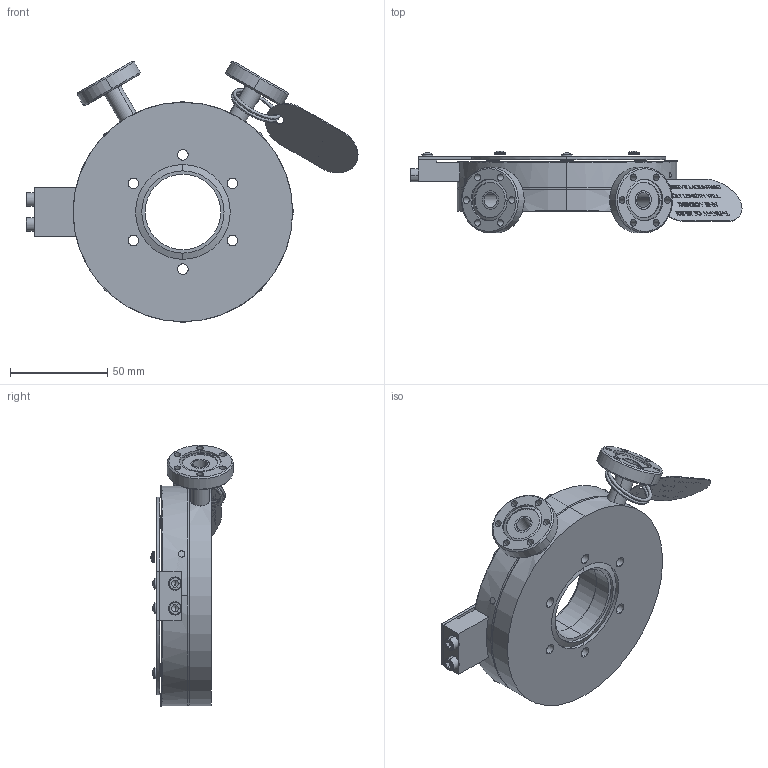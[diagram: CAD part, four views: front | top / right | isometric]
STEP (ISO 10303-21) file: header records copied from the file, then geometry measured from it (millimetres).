
FILE_DESCRIPTION (( 'STEP AP214' ), '1' );
FILE_NAME ('SLO-EX, RNN-150.STEP', '2017-05-18T22:19:25', ( 'My Thermionics' ), ( '' ), 'SwSTEP 2.0', 'SolidWorks 2010', '' );
FILE_SCHEMA (( 'AUTOMOTIVE_DESIGN' ));
Length unit declared in the file: inch
Products named in the file (1): SLO-EX, RNN-150
Bounding box: 170.58 x 42.17 x 134.19 mm (x, y, z)
Surface area: 64006.4 mm2 (no closed solid volume)
Topology: 0 solids, 122 shells, 1293 faces, 8243 edges, 6663 vertices
Faces by surface type: plane 989, cylinder 139, bspline 107, cone 38, sphere 10, torus 10
Entity records: 127449 total; most frequent: CARTESIAN_POINT 53203, ORIENTED_EDGE 10647, DIRECTION 10045, EDGE_CURVE 8239, VERTEX_POINT 6663, VECTOR 5271, LINE 5271, AXIS2_PLACEMENT_3D 2387
